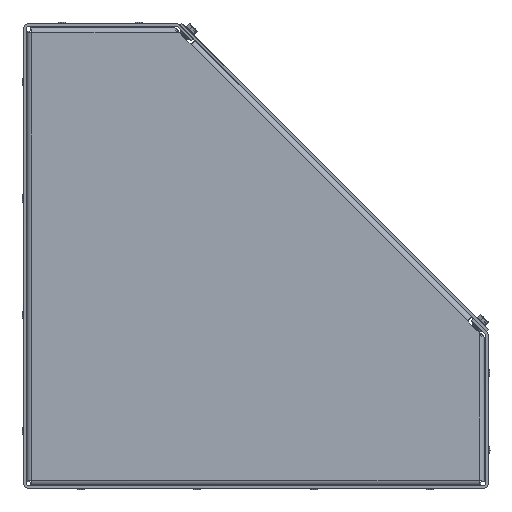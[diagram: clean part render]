
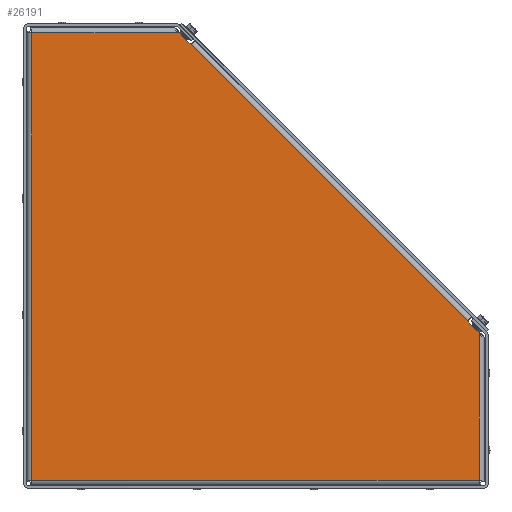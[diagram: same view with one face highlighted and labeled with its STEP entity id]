
A CAD part, left-side view. The second image highlights one B-rep face of the part: STEP entity #26191.
In plain terms, the highlighted planar face has unit normal (-1, 0, 0).
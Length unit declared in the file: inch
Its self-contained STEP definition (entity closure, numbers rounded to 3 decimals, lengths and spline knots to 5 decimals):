
#1075 = CARTESIAN_POINT ( 'NONE',  ( -12.38335, 1.19466, 2.06639 ) ) ;
#1792 = DIRECTION ( 'NONE',  ( 0., -0.707, -0.707 ) ) ;
#1875 = CARTESIAN_POINT ( 'NONE',  ( -12.38335, 1.93703, 8.45723 ) ) ;
#3547 = ORIENTED_EDGE ( 'NONE', *, *, #35322, .F. ) ;
#3767 = CARTESIAN_POINT ( 'NONE',  ( -12.38335, 1.19466, -2.7895 ) ) ;
#4120 = VECTOR ( 'NONE', #15832, 39.37008 ) ;
#4722 = VERTEX_POINT ( 'NONE', #20672 ) ;
#6199 = LINE ( 'NONE', #51244, #50372 ) ;
#6580 = CARTESIAN_POINT ( 'NONE',  ( -12.38335, -5.49719, 1.023 ) ) ;
#7601 = CARTESIAN_POINT ( 'NONE',  ( -12.38335, 6.05056, 2.06639 ) ) ;
#7989 = DIRECTION ( 'NONE',  ( 0., -1., 0. ) ) ;
#8098 = VECTOR ( 'NONE', #48306, 39.37008 ) ;
#8409 = LINE ( 'NONE', #37481, #8098 ) ;
#11604 = LINE ( 'NONE', #46790, #19043 ) ;
#12556 = LINE ( 'NONE', #7601, #37405 ) ;
#13440 = CARTESIAN_POINT ( 'NONE',  ( -12.38335, 1.92876, 8.46551 ) ) ;
#13573 = FACE_OUTER_BOUND ( 'NONE', #55653, .T. ) ;
#14452 = CARTESIAN_POINT ( 'NONE',  ( -12.38335, -5.49719, 2.06639 ) ) ;
#15832 = DIRECTION ( 'NONE',  ( 0., -0.707, -0.707 ) ) ;
#15873 = DIRECTION ( 'NONE',  ( -1., 0., 0. ) ) ;
#16905 = DIRECTION ( 'NONE',  ( 0., 0., -1. ) ) ;
#17120 = ORIENTED_EDGE ( 'NONE', *, *, #54938, .F. ) ;
#17323 = DIRECTION ( 'NONE',  ( 0., -0.707, 0.707 ) ) ;
#17839 = VECTOR ( 'NONE', #17323, 39.37008 ) ;
#18723 = VERTEX_POINT ( 'NONE', #29511 ) ;
#19043 = VECTOR ( 'NONE', #1792, 39.37008 ) ;
#19643 = AXIS2_PLACEMENT_3D ( 'NONE', #1075, #15873, #21082 ) ;
#20672 = CARTESIAN_POINT ( 'NONE',  ( -12.38335, 6.05056, -2.7895 ) ) ;
#21082 = DIRECTION ( 'NONE',  ( 0., 1., 0. ) ) ;
#23447 = VECTOR ( 'NONE', #27138, 39.37008 ) ;
#23702 = ORIENTED_EDGE ( 'NONE', *, *, #31246, .T. ) ;
#25603 = VERTEX_POINT ( 'NONE', #36572 ) ;
#26191 = ADVANCED_FACE ( 'NONE', ( #13573 ), #58618, .T. ) ;
#26333 = CARTESIAN_POINT ( 'NONE',  ( -12.38335, -5.19617, 1.32402 ) ) ;
#26515 = LINE ( 'NONE', #1875, #17839 ) ;
#27138 = DIRECTION ( 'NONE',  ( 0., 1., 0. ) ) ;
#27756 = VECTOR ( 'NONE', #7989, 39.37008 ) ;
#29511 = CARTESIAN_POINT ( 'NONE',  ( -12.38335, -5.20445, 1.3323 ) ) ;
#31246 = EDGE_CURVE ( 'NONE', #58955, #18723, #8409, .T. ) ;
#32794 = ORIENTED_EDGE ( 'NONE', *, *, #49565, .T. ) ;
#33846 = LINE ( 'NONE', #14452, #46222 ) ;
#35322 = EDGE_CURVE ( 'NONE', #25603, #43738, #26515, .T. ) ;
#36572 = CARTESIAN_POINT ( 'NONE',  ( -12.38335, 1.93703, 8.45723 ) ) ;
#37405 = VECTOR ( 'NONE', #16905, 39.37008 ) ;
#37481 = CARTESIAN_POINT ( 'NONE',  ( -12.38335, -5.19617, 1.32402 ) ) ;
#37990 = EDGE_CURVE ( 'NONE', #54321, #57409, #48449, .T. ) ;
#39459 = EDGE_CURVE ( 'NONE', #57409, #4722, #12556, .T. ) ;
#41359 = DIRECTION ( 'NONE',  ( 0., 0.707, 0.707 ) ) ;
#43738 = VERTEX_POINT ( 'NONE', #13440 ) ;
#45399 = CARTESIAN_POINT ( 'NONE',  ( -12.38335, 2.37456, 8.89475 ) ) ;
#46222 = VECTOR ( 'NONE', #54535, 39.37008 ) ;
#46452 = CARTESIAN_POINT ( 'NONE',  ( -12.38335, 2.23806, 8.75825 ) ) ;
#46779 = ORIENTED_EDGE ( 'NONE', *, *, #53486, .T. ) ;
#46790 = CARTESIAN_POINT ( 'NONE',  ( -12.38335, -5.19617, 1.32402 ) ) ;
#46894 = CARTESIAN_POINT ( 'NONE',  ( -12.38335, 6.05056, 8.75825 ) ) ;
#47483 = EDGE_CURVE ( 'NONE', #54321, #25603, #58889, .T. ) ;
#48306 = DIRECTION ( 'NONE',  ( 0., -0.707, 0.707 ) ) ;
#48316 = VERTEX_POINT ( 'NONE', #6580 ) ;
#48449 = LINE ( 'NONE', #62978, #23447 ) ;
#48762 = LINE ( 'NONE', #3767, #27756 ) ;
#49565 = EDGE_CURVE ( 'NONE', #4722, #55581, #48762, .T. ) ;
#49585 = ORIENTED_EDGE ( 'NONE', *, *, #37990, .T. ) ;
#50372 = VECTOR ( 'NONE', #41359, 39.37008 ) ;
#51244 = CARTESIAN_POINT ( 'NONE',  ( -12.38335, -5.20445, 1.3323 ) ) ;
#53486 = EDGE_CURVE ( 'NONE', #18723, #43738, #6199, .T. ) ;
#54321 = VERTEX_POINT ( 'NONE', #46452 ) ;
#54535 = DIRECTION ( 'NONE',  ( 0., 0., 1. ) ) ;
#54938 = EDGE_CURVE ( 'NONE', #58955, #48316, #11604, .T. ) ;
#55581 = VERTEX_POINT ( 'NONE', #65016 ) ;
#55653 = EDGE_LOOP ( 'NONE', ( #3547, #59103, #49585, #63998, #32794, #62955, #17120, #23702, #46779 ) ) ;
#57409 = VERTEX_POINT ( 'NONE', #46894 ) ;
#58618 = PLANE ( 'NONE',  #19643 ) ;
#58889 = LINE ( 'NONE', #45399, #4120 ) ;
#58955 = VERTEX_POINT ( 'NONE', #26333 ) ;
#59007 = EDGE_CURVE ( 'NONE', #55581, #48316, #33846, .T. ) ;
#59103 = ORIENTED_EDGE ( 'NONE', *, *, #47483, .F. ) ;
#62955 = ORIENTED_EDGE ( 'NONE', *, *, #59007, .T. ) ;
#62978 = CARTESIAN_POINT ( 'NONE',  ( -12.38335, 1.19466, 8.75825 ) ) ;
#63998 = ORIENTED_EDGE ( 'NONE', *, *, #39459, .T. ) ;
#65016 = CARTESIAN_POINT ( 'NONE',  ( -12.38335, -5.49719, -2.7895 ) ) ;
